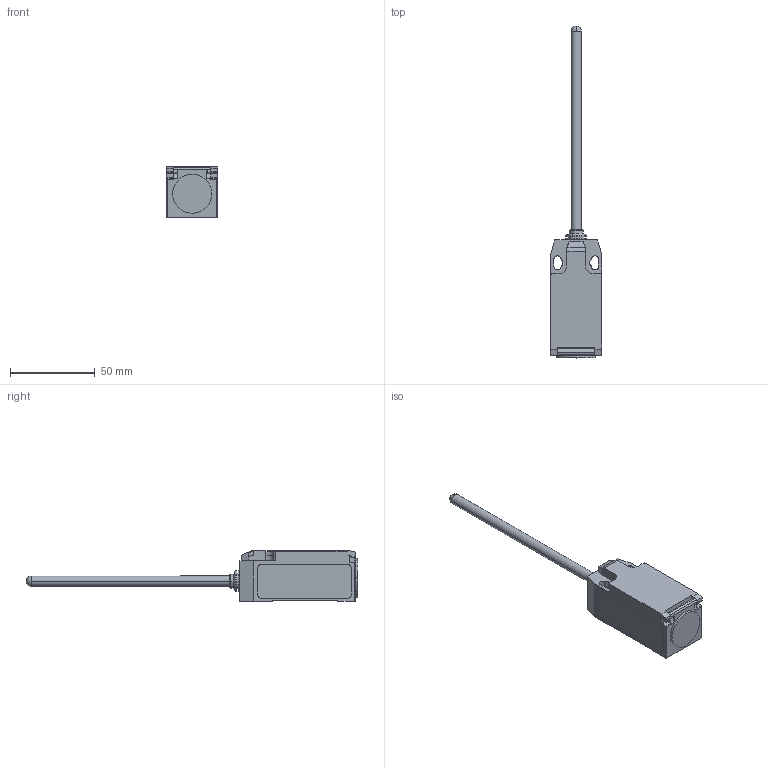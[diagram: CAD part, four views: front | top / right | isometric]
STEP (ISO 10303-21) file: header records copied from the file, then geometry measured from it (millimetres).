
FILE_DESCRIPTION((''),'2;1');
FILE_NAME('3d_KMM2S02.stp','2012-10-03T07:55:58',(''),(''),'Mechanical Desktop 2011','Mechanical Desktop 2011',', , ');
FILE_SCHEMA(('CONFIG_CONTROL_DESIGN'));
Length unit declared in the file: millimetre
Products named in the file (1): Product
Bounding box: 30.2 x 195.5 x 30 mm (x, y, z)
Volume: 60180.9 mm3; surface area: 14009.2 mm2
Topology: 2 solids, 2 shells, 146 faces, 434 edges, 306 vertices
Faces by surface type: plane 85, cylinder 50, cone 6, bspline 3, sphere 2
Entity records: 5003 total; most frequent: CARTESIAN_POINT 909, ORIENTED_EDGE 838, DIRECTION 834, EDGE_CURVE 419, VECTOR 318, LINE 318, VERTEX_POINT 281, AXIS2_PLACEMENT_3D 258
